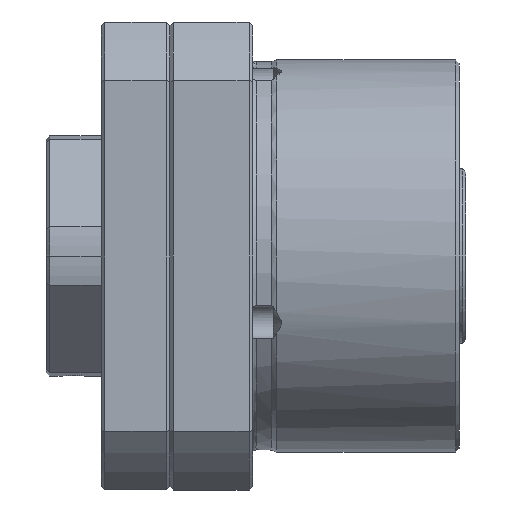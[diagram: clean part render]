
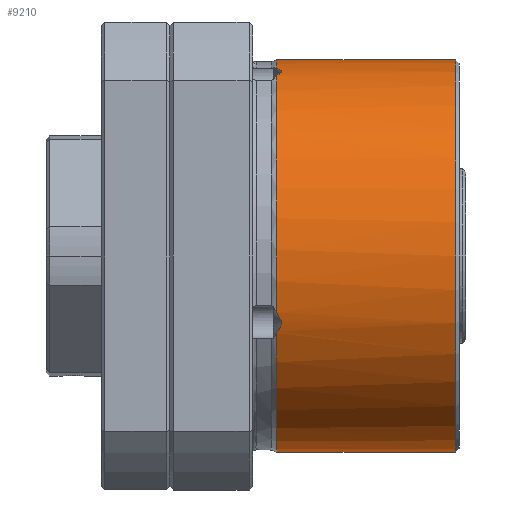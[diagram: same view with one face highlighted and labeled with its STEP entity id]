
A CAD part, front view. The second image highlights one B-rep face of the part: STEP entity #9210.
In plain terms, the highlighted cylindrical face has radius 28.5 mm (diameter 57 mm), a partial arc.
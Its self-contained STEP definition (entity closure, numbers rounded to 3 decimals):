
#301 = EDGE_CURVE ( 'NONE', #8427, #309, #11955, .T. ) ;
#309 = VERTEX_POINT ( 'NONE', #12002 ) ;
#343 = EDGE_CURVE ( 'NONE', #8433, #380, #12020, .T. ) ;
#380 = VERTEX_POINT ( 'NONE', #12077 ) ;
#1359 = CARTESIAN_POINT ( 'NONE',  ( 16.183, -9.577, 26.843 ) ) ;
#1360 = CARTESIAN_POINT ( 'NONE',  ( 16.157, -9.455, 26.886 ) ) ;
#1361 = CARTESIAN_POINT ( 'NONE',  ( 16.108, -9.338, 26.927 ) ) ;
#1362 = CARTESIAN_POINT ( 'NONE',  ( 16.002, -9.109, 27.005 ) ) ;
#1363 = CARTESIAN_POINT ( 'NONE',  ( 15.943, -8.997, 27.043 ) ) ;
#1364 = CARTESIAN_POINT ( 'NONE',  ( 15.76, -8.664, 27.152 ) ) ;
#1365 = CARTESIAN_POINT ( 'NONE',  ( 15.63, -8.444, 27.221 ) ) ;
#1366 = CARTESIAN_POINT ( 'NONE',  ( 15.5, -8.224, 27.288 ) ) ;
#1367 = B_SPLINE_CURVE_WITH_KNOTS ( 'NONE', 3,
 ( #1366, #1365, #1364, #1363, #1362, #1361, #1360, #1359 ),
 .UNSPECIFIED., .F., .F.,
 ( 4, 2, 2, 4 ),
 ( 0., 0.001, 0.001, 0.002 ),
 .UNSPECIFIED. ) ;
#6198 = CARTESIAN_POINT ( 'NONE',  ( 16.183, -9.577, 26.843 ) ) ;
#6321 = CARTESIAN_POINT ( 'NONE',  ( 15.675, -26.311, -10.953 ) ) ;
#6336 = CARTESIAN_POINT ( 'NONE',  ( 16.197, -26.819, -9.644 ) ) ;
#6337 = CARTESIAN_POINT ( 'NONE',  ( 16.159, -26.884, -9.461 ) ) ;
#6338 = CARTESIAN_POINT ( 'NONE',  ( 16.11, -26.925, -9.343 ) ) ;
#6339 = CARTESIAN_POINT ( 'NONE',  ( 16.004, -27.004, -9.113 ) ) ;
#6340 = CARTESIAN_POINT ( 'NONE',  ( 15.944, -27.042, -9.001 ) ) ;
#6341 = CARTESIAN_POINT ( 'NONE',  ( 15.761, -27.152, -8.666 ) ) ;
#6342 = CARTESIAN_POINT ( 'NONE',  ( 15.631, -27.221, -8.445 ) ) ;
#6343 = CARTESIAN_POINT ( 'NONE',  ( 15.5, -27.288, -8.224 ) ) ;
#6344 = CARTESIAN_POINT ( 'NONE',  ( 15.5, -27.288, -8.224 ) ) ;
#6345 = B_SPLINE_CURVE_WITH_KNOTS ( 'NONE', 3,
 ( #6343, #6342, #6341, #6340, #6339, #6338, #6337, #6336, #6395, #6394, #6393, #6392, #6391, #6390, #6389, #6388 ),
 .UNSPECIFIED., .F., .F.,
 ( 4, 2, 2, 2, 2, 2, 2, 4 ),
 ( 0., 0.001, 0.001, 0.002, 0.002, 0.002, 0.002, 0.003 ),
 .UNSPECIFIED. ) ;
#6366 = CARTESIAN_POINT ( 'NONE',  ( 15.5, -11.24, 26.19 ) ) ;
#6388 = CARTESIAN_POINT ( 'NONE',  ( 15.675, -26.311, -10.953 ) ) ;
#6389 = CARTESIAN_POINT ( 'NONE',  ( 15.803, -26.4, -10.74 ) ) ;
#6390 = CARTESIAN_POINT ( 'NONE',  ( 15.93, -26.486, -10.525 ) ) ;
#6391 = CARTESIAN_POINT ( 'NONE',  ( 16.094, -26.617, -10.189 ) ) ;
#6392 = CARTESIAN_POINT ( 'NONE',  ( 16.144, -26.661, -10.073 ) ) ;
#6393 = CARTESIAN_POINT ( 'NONE',  ( 16.19, -26.728, -9.892 ) ) ;
#6394 = CARTESIAN_POINT ( 'NONE',  ( 16.2, -26.751, -9.831 ) ) ;
#6395 = CARTESIAN_POINT ( 'NONE',  ( 16.203, -26.797, -9.705 ) ) ;
#6412 = CARTESIAN_POINT ( 'NONE',  ( 15.5, -11.24, 26.19 ) ) ;
#6413 = CARTESIAN_POINT ( 'NONE',  ( 15.66, -10.98, 26.301 ) ) ;
#6414 = CARTESIAN_POINT ( 'NONE',  ( 15.82, -10.719, 26.409 ) ) ;
#6415 = CARTESIAN_POINT ( 'NONE',  ( 16.036, -10.313, 26.569 ) ) ;
#6416 = CARTESIAN_POINT ( 'NONE',  ( 16.105, -10.175, 26.622 ) ) ;
#6417 = CARTESIAN_POINT ( 'NONE',  ( 16.176, -9.956, 26.705 ) ) ;
#6418 = CARTESIAN_POINT ( 'NONE',  ( 16.194, -9.882, 26.732 ) ) ;
#6419 = CARTESIAN_POINT ( 'NONE',  ( 16.205, -9.728, 26.788 ) ) ;
#6420 = CARTESIAN_POINT ( 'NONE',  ( 16.199, -9.651, 26.816 ) ) ;
#6421 = CARTESIAN_POINT ( 'NONE',  ( 16.183, -9.577, 26.843 ) ) ;
#6423 = B_SPLINE_CURVE_WITH_KNOTS ( 'NONE', 3,
 ( #6421, #6420, #6419, #6418, #6417, #6416, #6415, #6414, #6413, #6412 ),
 .UNSPECIFIED., .F., .F.,
 ( 4, 2, 2, 2, 4 ),
 ( 0.002, 0.002, 0.002, 0.003, 0.004 ),
 .UNSPECIFIED. ) ;
#8427 = VERTEX_POINT ( 'NONE', #13594 ) ;
#8433 = VERTEX_POINT ( 'NONE', #13582 ) ;
#8569 = EDGE_CURVE ( 'NONE', #309, #8571, #13853, .T. ) ;
#8571 = VERTEX_POINT ( 'NONE', #13848 ) ;
#8762 = EDGE_CURVE ( 'NONE', #11337, #11350, #14186, .T. ) ;
#9146 = VERTEX_POINT ( 'NONE', #18734 ) ;
#9148 = ORIENTED_EDGE ( 'NONE', *, *, #9260, .T. ) ;
#9186 = ORIENTED_EDGE ( 'NONE', *, *, #11336, .T. ) ;
#9188 = ORIENTED_EDGE ( 'NONE', *, *, #9190, .T. ) ;
#9190 = EDGE_CURVE ( 'NONE', #11326, #8571, #20034, .T. ) ;
#9193 = ORIENTED_EDGE ( 'NONE', *, *, #8569, .F. ) ;
#9210 = ADVANCED_FACE ( 'NONE', ( #20672 ), #20671, .T. ) ;
#9211 = EDGE_LOOP ( 'NONE', ( #9213, #9216, #9220, #9222, #9148, #9262, #9264, #9186, #9188, #9193 ) ) ;
#9213 = ORIENTED_EDGE ( 'NONE', *, *, #301, .F. ) ;
#9216 = ORIENTED_EDGE ( 'NONE', *, *, #9218, .T. ) ;
#9218 = EDGE_CURVE ( 'NONE', #8427, #8433, #21320, .T. ) ;
#9220 = ORIENTED_EDGE ( 'NONE', *, *, #343, .T. ) ;
#9222 = ORIENTED_EDGE ( 'NONE', *, *, #9224, .F. ) ;
#9224 = EDGE_CURVE ( 'NONE', #9146, #380, #21337, .T. ) ;
#9260 = EDGE_CURVE ( 'NONE', #9146, #11282, #1367, .T. ) ;
#9262 = ORIENTED_EDGE ( 'NONE', *, *, #11352, .T. ) ;
#9264 = ORIENTED_EDGE ( 'NONE', *, *, #8762, .F. ) ;
#11282 = VERTEX_POINT ( 'NONE', #6198 ) ;
#11326 = VERTEX_POINT ( 'NONE', #6321 ) ;
#11336 = EDGE_CURVE ( 'NONE', #11337, #11326, #6345, .T. ) ;
#11337 = VERTEX_POINT ( 'NONE', #6344 ) ;
#11350 = VERTEX_POINT ( 'NONE', #6366 ) ;
#11352 = EDGE_CURVE ( 'NONE', #11282, #11350, #6423, .T. ) ;
#11952 = DIRECTION ( 'NONE',  ( -1., 0., 0. ) ) ;
#11953 = VECTOR ( 'NONE', #11952, 1000. ) ;
#11954 = CARTESIAN_POINT ( 'NONE',  ( -94.469, 0., -28.5 ) ) ;
#11955 = LINE ( 'NONE', #11954, #11953 ) ;
#12002 = CARTESIAN_POINT ( 'NONE',  ( 15.5, 0., -28.5 ) ) ;
#12017 = DIRECTION ( 'NONE',  ( -1., 0., 0. ) ) ;
#12018 = VECTOR ( 'NONE', #12017, 1000. ) ;
#12019 = CARTESIAN_POINT ( 'NONE',  ( -94.469, 0., 28.5 ) ) ;
#12020 = LINE ( 'NONE', #12019, #12018 ) ;
#12077 = CARTESIAN_POINT ( 'NONE',  ( 15.5, 0., 28.5 ) ) ;
#13582 = CARTESIAN_POINT ( 'NONE',  ( 41.5, 0., 28.5 ) ) ;
#13594 = CARTESIAN_POINT ( 'NONE',  ( 41.5, 0., -28.5 ) ) ;
#13848 = CARTESIAN_POINT ( 'NONE',  ( 15.5, -26.19, -11.24 ) ) ;
#13849 = DIRECTION ( 'NONE',  ( 0., 0., 1. ) ) ;
#13850 = DIRECTION ( 'NONE',  ( -1., 0., 0. ) ) ;
#13851 = CARTESIAN_POINT ( 'NONE',  ( 15.5, 0., 0. ) ) ;
#13852 = AXIS2_PLACEMENT_3D ( 'NONE', #13851, #13850, #13849 ) ;
#13853 = CIRCLE ( 'NONE', #13852, 28.5 ) ;
#14186 = CIRCLE ( 'NONE', #14243, 28.5 ) ;
#14240 = DIRECTION ( 'NONE',  ( 0., 0., 1. ) ) ;
#14241 = DIRECTION ( 'NONE',  ( -1., 0., 0. ) ) ;
#14242 = CARTESIAN_POINT ( 'NONE',  ( 15.5, 0., 0. ) ) ;
#14243 = AXIS2_PLACEMENT_3D ( 'NONE', #14242, #14241, #14240 ) ;
#18734 = CARTESIAN_POINT ( 'NONE',  ( 15.5, -8.224, 27.288 ) ) ;
#20029 = CARTESIAN_POINT ( 'NONE',  ( 15.5, -26.19, -11.24 ) ) ;
#20030 = CARTESIAN_POINT ( 'NONE',  ( 15.559, -26.231, -11.145 ) ) ;
#20031 = CARTESIAN_POINT ( 'NONE',  ( 15.617, -26.271, -11.049 ) ) ;
#20032 = CARTESIAN_POINT ( 'NONE',  ( 15.675, -26.311, -10.953 ) ) ;
#20034 = B_SPLINE_CURVE_WITH_KNOTS ( 'NONE', 3,
 ( #20032, #20031, #20030, #20029 ),
 .UNSPECIFIED., .F., .F.,
 ( 4, 4 ),
 ( 0.003, 0.004 ),
 .UNSPECIFIED. ) ;
#20668 = CARTESIAN_POINT ( 'NONE',  ( -94.469, 0., 0. ) ) ;
#20669 = AXIS2_PLACEMENT_3D ( 'NONE', #20668, #20709, #20708 ) ;
#20671 = CYLINDRICAL_SURFACE ( 'NONE', #20669, 28.5 ) ;
#20672 = FACE_OUTER_BOUND ( 'NONE', #9211, .T. ) ;
#20708 = DIRECTION ( 'NONE',  ( 0., 0., 1. ) ) ;
#20709 = DIRECTION ( 'NONE',  ( -1., 0., 0. ) ) ;
#21316 = DIRECTION ( 'NONE',  ( 0., 0., 1. ) ) ;
#21317 = DIRECTION ( 'NONE',  ( -1., 0., 0. ) ) ;
#21318 = CARTESIAN_POINT ( 'NONE',  ( 41.5, 0., 0. ) ) ;
#21319 = AXIS2_PLACEMENT_3D ( 'NONE', #21318, #21317, #21316 ) ;
#21320 = CIRCLE ( 'NONE', #21319, 28.5 ) ;
#21333 = DIRECTION ( 'NONE',  ( 0., 0., 1. ) ) ;
#21334 = DIRECTION ( 'NONE',  ( -1., 0., 0. ) ) ;
#21335 = CARTESIAN_POINT ( 'NONE',  ( 15.5, 0., 0. ) ) ;
#21336 = AXIS2_PLACEMENT_3D ( 'NONE', #21335, #21334, #21333 ) ;
#21337 = CIRCLE ( 'NONE', #21336, 28.5 ) ;
